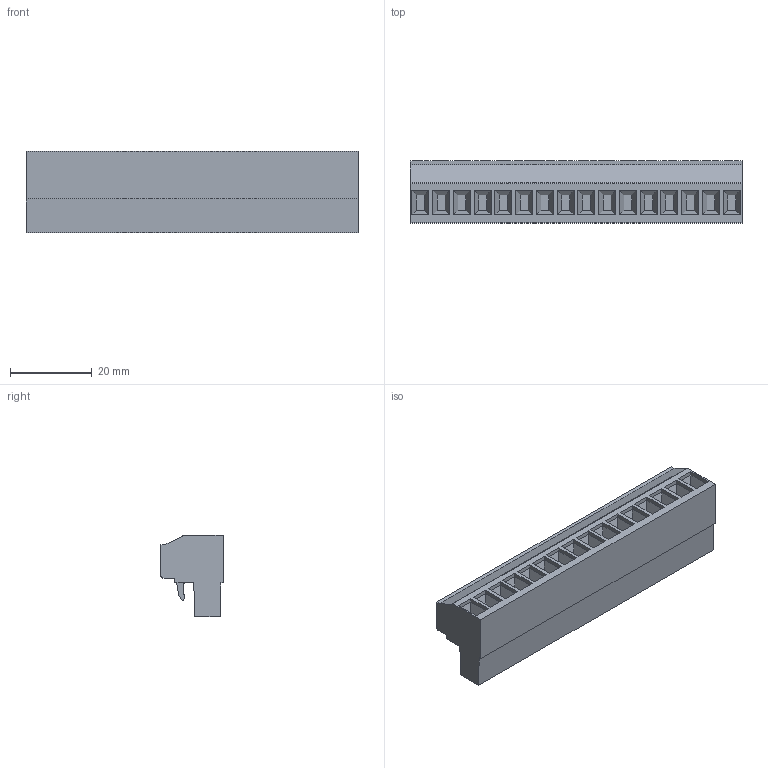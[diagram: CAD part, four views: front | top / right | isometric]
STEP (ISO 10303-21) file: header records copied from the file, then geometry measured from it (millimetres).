
FILE_DESCRIPTION(('CATIA V5 STEP','CAx-IF Rec.Pracs.--- Model Styling and Organization---1.2---2011-12-15'),'2;1');
FILE_NAME ('D1450585_0_1283160000_1283160000.stp','2018-09-01T15:20:54+00:00',('none'),('Weidmueller'),'CATIA Version 5-6 Release 2014','CATIA V5 STEP AP214','none');
FILE_SCHEMA(('AUTOMOTIVE_DESIGN { 1 0 10303 214 1 1 1 1 }'));
Length unit declared in the file: millimetre
Products named in the file (1): 1283160000
Bounding box: 81.28 x 15.2 x 20 mm (x, y, z)
Volume: 15684 mm3; surface area: 8038.8 mm2
Topology: 1 solids, 1 shells, 438 faces, 1096 edges, 708 vertices
Faces by surface type: plane 394, cylinder 44
Entity records: 11640 total; most frequent: ORIENTED_EDGE 2192, CARTESIAN_POINT 2181, DIRECTION 1464, EDGE_CURVE 1096, VECTOR 880, LINE 880, VERTEX_POINT 708, EDGE_LOOP 486
